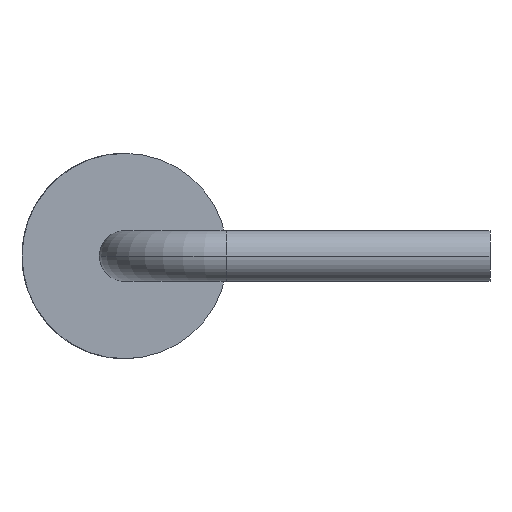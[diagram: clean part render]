
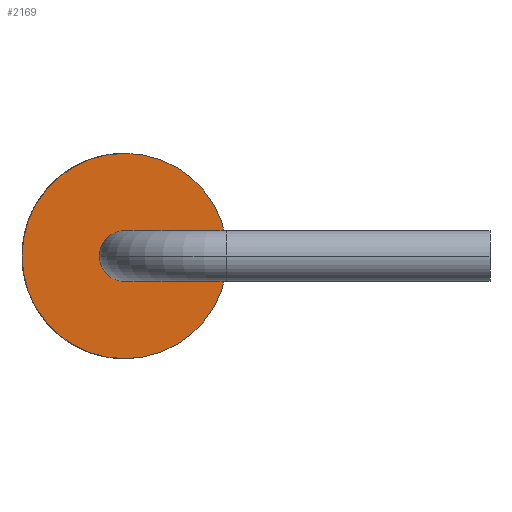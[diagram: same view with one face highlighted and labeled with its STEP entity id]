
A CAD part, left-side view. The second image highlights one B-rep face of the part: STEP entity #2169.
In plain terms, the highlighted planar face has unit normal (-1, 0, 0).
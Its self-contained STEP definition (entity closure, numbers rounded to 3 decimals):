
#60 = DIRECTION ( 'NONE',  ( 0., 0., -1. ) ) ;
#208 = DIRECTION ( 'NONE',  ( 1., 0., 0. ) ) ;
#234 = FACE_BOUND ( 'NONE', #4510, .T. ) ;
#263 = VERTEX_POINT ( 'NONE', #4603 ) ;
#390 = DIRECTION ( 'NONE',  ( -1., 0., 0. ) ) ;
#395 = EDGE_CURVE ( 'NONE', #3991, #3402, #3075, .T. ) ;
#410 = CARTESIAN_POINT ( 'NONE',  ( 1.905, 4.245, 0. ) ) ;
#662 = CARTESIAN_POINT ( 'NONE',  ( 1.905, 3.8, 0. ) ) ;
#956 = CIRCLE ( 'NONE', #3746, 0.445 ) ;
#962 = DIRECTION ( 'NONE',  ( 0., 0., -1. ) ) ;
#1047 = ORIENTED_EDGE ( 'NONE', *, *, #4546, .F. ) ;
#1056 = CARTESIAN_POINT ( 'NONE',  ( 1.905, 3.8, 1.8 ) ) ;
#1360 = CIRCLE ( 'NONE', #4303, 1.8 ) ;
#1430 = ORIENTED_EDGE ( 'NONE', *, *, #2872, .F. ) ;
#1836 = DIRECTION ( 'NONE',  ( 1., 0., 0. ) ) ;
#2147 = DIRECTION ( 'NONE',  ( 1., 0., 0. ) ) ;
#2169 = ADVANCED_FACE ( 'NONE', ( #234, #4253 ), #3536, .F. ) ;
#2337 = EDGE_LOOP ( 'NONE', ( #1430, #3516 ) ) ;
#2519 = DIRECTION ( 'NONE',  ( -1., 0., 0. ) ) ;
#2605 = EDGE_CURVE ( 'NONE', #263, #3285, #3822, .T. ) ;
#2633 = CARTESIAN_POINT ( 'NONE',  ( 1.905, 3.8, 0. ) ) ;
#2802 = CARTESIAN_POINT ( 'NONE',  ( 1.905, 3.8, 0. ) ) ;
#2872 = EDGE_CURVE ( 'NONE', #3402, #3991, #1360, .T. ) ;
#3075 = CIRCLE ( 'NONE', #4334, 1.8 ) ;
#3170 = ORIENTED_EDGE ( 'NONE', *, *, #2605, .F. ) ;
#3279 = DIRECTION ( 'NONE',  ( 0., 0., -1. ) ) ;
#3285 = VERTEX_POINT ( 'NONE', #410 ) ;
#3402 = VERTEX_POINT ( 'NONE', #1056 ) ;
#3516 = ORIENTED_EDGE ( 'NONE', *, *, #395, .F. ) ;
#3536 = PLANE ( 'NONE',  #3679 ) ;
#3611 = DIRECTION ( 'NONE',  ( 0., 0., -1. ) ) ;
#3679 = AXIS2_PLACEMENT_3D ( 'NONE', #3957, #208, #4350 ) ;
#3746 = AXIS2_PLACEMENT_3D ( 'NONE', #2802, #2519, #962 ) ;
#3822 = CIRCLE ( 'NONE', #4443, 0.445 ) ;
#3957 = CARTESIAN_POINT ( 'NONE',  ( 1.905, 3.8, 0. ) ) ;
#3991 = VERTEX_POINT ( 'NONE', #4242 ) ;
#4047 = CARTESIAN_POINT ( 'NONE',  ( 1.905, 3.8, 0. ) ) ;
#4242 = CARTESIAN_POINT ( 'NONE',  ( 1.905, 3.8, -1.8 ) ) ;
#4253 = FACE_OUTER_BOUND ( 'NONE', #2337, .T. ) ;
#4303 = AXIS2_PLACEMENT_3D ( 'NONE', #4047, #1836, #3279 ) ;
#4334 = AXIS2_PLACEMENT_3D ( 'NONE', #662, #2147, #3611 ) ;
#4350 = DIRECTION ( 'NONE',  ( 0., 0., -1. ) ) ;
#4443 = AXIS2_PLACEMENT_3D ( 'NONE', #2633, #390, #60 ) ;
#4510 = EDGE_LOOP ( 'NONE', ( #3170, #1047 ) ) ;
#4546 = EDGE_CURVE ( 'NONE', #3285, #263, #956, .T. ) ;
#4603 = CARTESIAN_POINT ( 'NONE',  ( 1.905, 3.355, 0. ) ) ;
